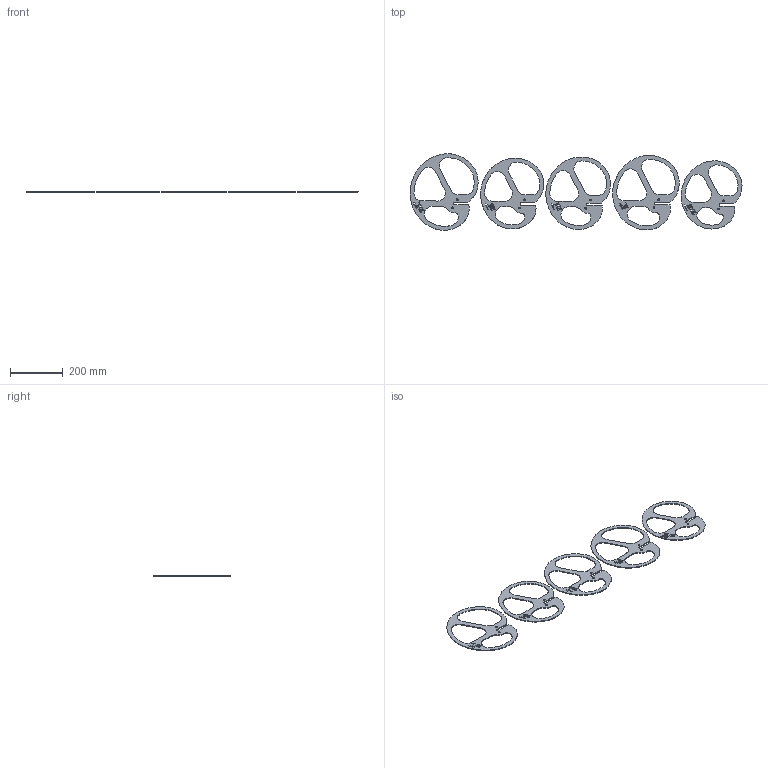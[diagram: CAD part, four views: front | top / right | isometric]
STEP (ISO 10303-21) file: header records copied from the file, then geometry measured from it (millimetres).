
FILE_DESCRIPTION( ( '' ), ' ' );
FILE_NAME( '5ed150510b8e04156516f2d3.step', '2020-05-29T18:11:29', ( '' ), ( '' ), ' ', ' ', ' ' );
FILE_SCHEMA( ( 'AUTOMOTIVE_DESIGN { 1 0 10303 214 1 1 1 1 }' ) );
Length unit declared in the file: metre
Products named in the file (5): V14_LEVAS_5_3MM v4
Bounding box: 1253.41 x 288.71 x 3 mm (x, y, z)
Volume: 353146.2 mm3; surface area: 269054.8 mm2
Topology: 5 solids, 5 shells, 507 faces, 1491 edges, 994 vertices
Faces by surface type: cylinder 272, plane 205, extrusion 30
Full cylindrical faces by diameter (mm): 6.4 x10
Entity records: 26266 total; most frequent: CARTESIAN_POINT 8076, DIRECTION 2978, ORIENTED_EDGE 2962, EDGE_CURVE 1481, AXIS2_PLACEMENT_3D 1046, VERTEX_POINT 994, VECTOR 886, LINE 856
